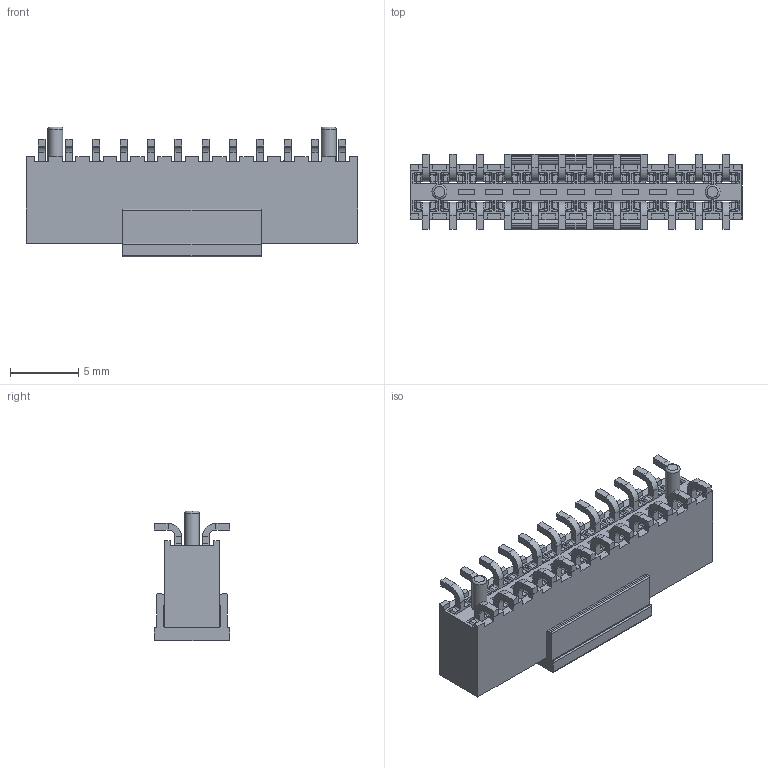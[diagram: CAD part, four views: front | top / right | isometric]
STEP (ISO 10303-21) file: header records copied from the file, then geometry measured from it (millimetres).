
FILE_DESCRIPTION(/* description */ (''),/* implementation_level */ '2;1');
FILE_NAME(/* name */ '4160-24-2-1-0-50-xx-xxxx.stp',/* time_stamp */ '2025-04-30T08:46:39+02:00',/* author */ ('Andreas.Larin'),/* organization */ (''),/* preprocessor_version */ 'ST-DEVELOPER v20',/* originating_system */ 'Autodesk Inventor 2025',/* authorisation */ '');
FILE_SCHEMA (('AUTOMOTIVE_DESIGN { 1 0 10303 214 3 1 1 }'));
Length unit declared in the file: millimetre
Products named in the file (4): 4160-24-2-1-0-50-xx-xxxx; 4160-20-Body1; 4160-20-Body3; 4160-20-Body2
Assembly tree (26 placements, depth 2):
  4160-24-2-1-0-50-xx-xxxx
    4160-20-Body1
    4160-20-Body3
    4160-20-Body2  x24
Bounding box: 24.3 x 5.5 x 9.51 mm (x, y, z)
Volume: 561 mm3; surface area: 2154.7 mm2
Topology: 26 solids, 26 shells, 1981 faces, 5153 edges, 3259 vertices
Faces by surface type: plane 1607, cylinder 324, bspline 48, torus 2
Full cylindrical faces by diameter (mm): 1.09 x2
Entity records: 28906 total; most frequent: CARTESIAN_POINT 5107, ORIENTED_EDGE 4970, DIRECTION 4530, EDGE_CURVE 2485, LINE 2426, VECTOR 2426, VERTEX_POINT 1557, EDGE_LOOP 1052
